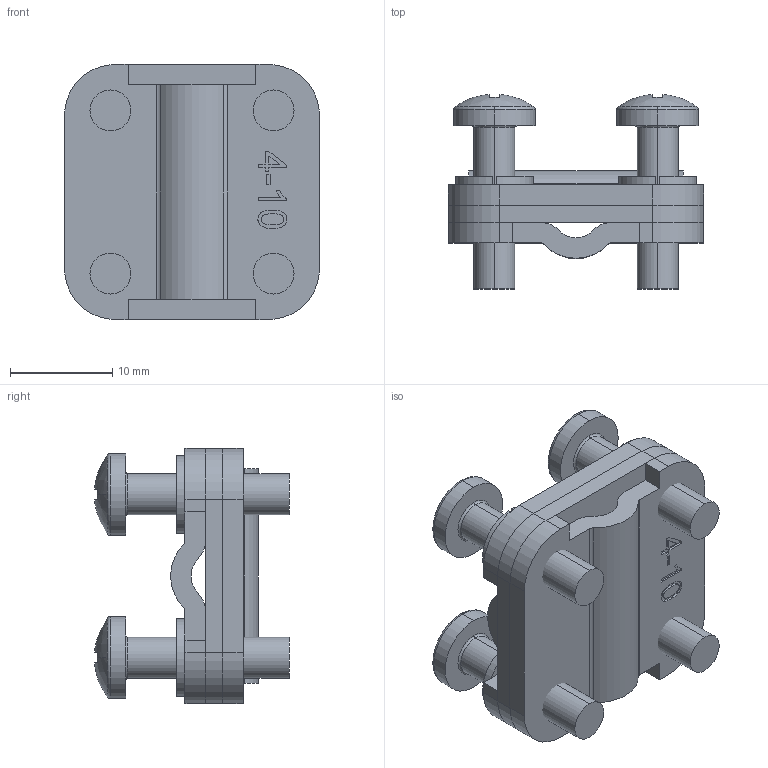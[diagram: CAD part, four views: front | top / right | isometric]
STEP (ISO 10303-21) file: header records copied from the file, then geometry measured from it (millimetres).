
FILE_DESCRIPTION (( 'STEP AP203' ), '1' );
FILE_NAME ('Êîíòàêòíàÿ ãðóïïà 1,5-2,5õ4-10_ÑÁ.STEP', '2018-09-04T06:40:33', ( '' ), ( '' ), 'SwSTEP 2.0', 'SolidWorks 2017', '' );
FILE_SCHEMA (( 'CONFIG_CONTROL_DESIGN' ));
Length unit declared in the file: millimetre
Products named in the file (6): Êîíòàêòíàÿ ãðóïïà 1,5-2,5õ4-10_ÑÁ; Cðåäíèé ýëåìåíò êîíòàêòíîé ãðóïïû 25õ25ìì; pan head cross recess screw_din_DIN EN ISO 7045 - M4 x 16 - Z - 16N; Ìåòàëëè÷åñêàÿ ÷àñòü 4-10; Ìåòàëëè÷åñêàÿ ÷àñòü 1,5-2,5; curved spring lock washer_din_Spring washer DIN 128 - A4
Assembly tree (11 placements, depth 2):
  Êîíòàêòíàÿ ãðóïïà 1,5-2,5õ4-10_ÑÁ
    Ìåòàëëè÷åñêàÿ ÷àñòü 1,5-2,5
    Cðåäíèé ýëåìåíò êîíòàêòíîé ãðóïïû 25õ25ìì
    Ìåòàëëè÷åñêàÿ ÷àñòü 4-10
    curved spring lock washer_din_Spring washer DIN 128 - A4  x4
    pan head cross recess screw_din_DIN EN ISO 7045 - M4 x 16 - Z - 16N  x4
Bounding box: 25 x 19.02 x 25 mm (x, y, z)
Volume: 4355.4 mm3; surface area: 5887 mm2
Topology: 11 solids, 11 shells, 372 faces, 963 edges, 622 vertices
Faces by surface type: plane 199, cylinder 72, bspline 45, torus 24, cone 24, sphere 8
Entity records: 10835 total; most frequent: CARTESIAN_POINT 4029, ORIENTED_EDGE 1310, DIRECTION 1133, EDGE_CURVE 655, VERTEX_POINT 433, VECTOR 403, LINE 403, AXIS2_PLACEMENT_3D 365
